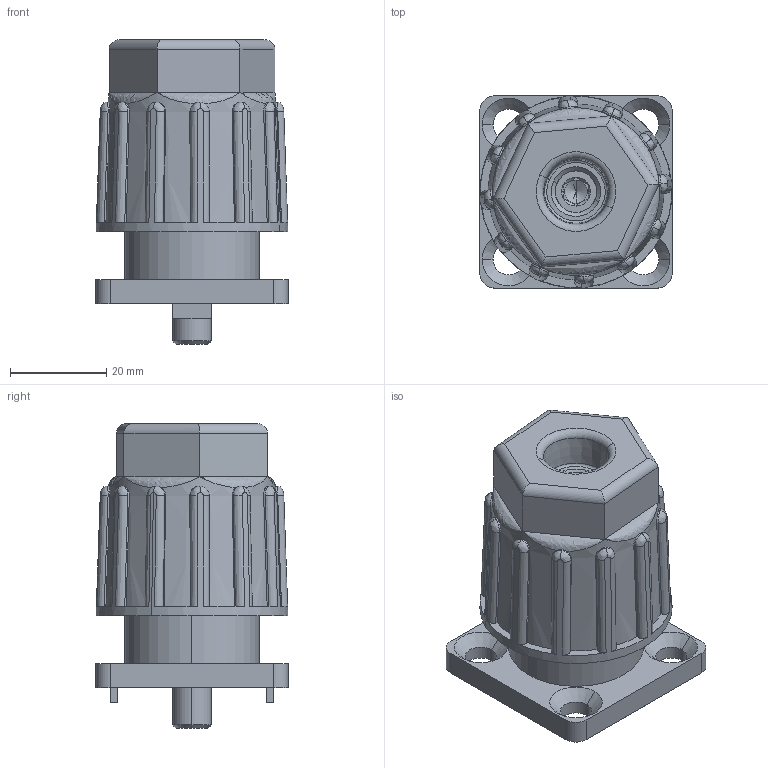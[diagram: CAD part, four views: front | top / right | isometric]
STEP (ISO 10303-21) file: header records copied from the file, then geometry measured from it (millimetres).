
FILE_DESCRIPTION (( 'STEP AP203' ), '1' );
FILE_NAME ('098h400808.STEP', '2018-12-20T16:17:44', ( '' ), ( '' ), 'SwSTEP 2.0', 'SolidWorks 2017', '' );
FILE_SCHEMA (( 'CONFIG_CONTROL_DESIGN' ));
Length unit declared in the file: millimetre
Products named in the file (5): 098h40o0808_098H40O0808; 340me055-58_A-TAB_340me055; 098H40U-A-TAB_098H40U; 098h400808; Washer ISO 7090-8-200 HV_Washer DIN 125 - A 8
Assembly tree (4 placements, depth 2):
  098h400808
    098h40o0808_098H40O0808
    340me055-58_A-TAB_340me055
    Washer ISO 7090-8-200 HV_Washer DIN 125 - A 8
    098H40U-A-TAB_098H40U
Bounding box: 40 x 40 x 63.4 mm (x, y, z)
Volume: 39229 mm3; surface area: 24543.9 mm2
Topology: 4 solids, 4 shells, 398 faces, 1013 edges, 635 vertices
Faces by surface type: cylinder 165, plane 137, bspline 54, cone 38, torus 4
Entity records: 15526 total; most frequent: CARTESIAN_POINT 6079, ORIENTED_EDGE 2022, DIRECTION 1635, EDGE_CURVE 1011, VERTEX_POINT 635, AXIS2_PLACEMENT_3D 599, VECTOR 437, LINE 437
